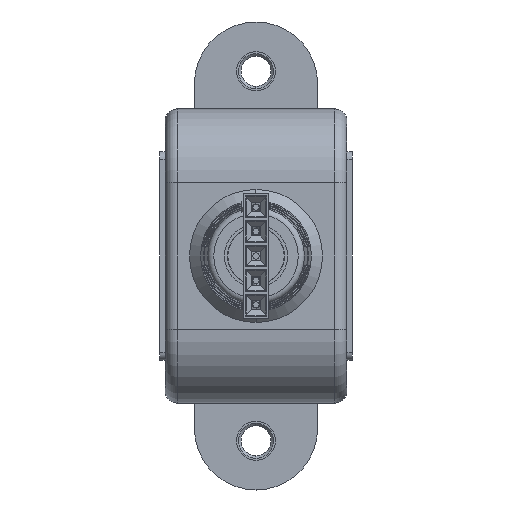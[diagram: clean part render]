
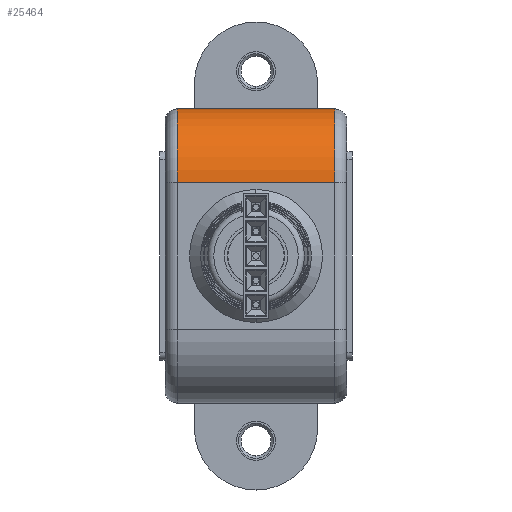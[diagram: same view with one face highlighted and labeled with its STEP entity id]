
A CAD part, front view. The second image highlights one B-rep face of the part: STEP entity #25464.
In plain terms, the highlighted cylindrical face has radius 6 mm (diameter 12 mm), a partial arc.
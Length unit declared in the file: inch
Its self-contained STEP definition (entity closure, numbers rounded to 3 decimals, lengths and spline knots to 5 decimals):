
#1867 = EDGE_LOOP ( 'NONE', ( #13801, #13802, #13803, #13804 ) ) ;
#2823 = DIRECTION ( 'NONE',  ( 0., 1., 0. ) ) ;
#2824 = DIRECTION ( 'NONE',  ( -1., 0., 0. ) ) ;
#2835 = CARTESIAN_POINT ( 'NONE',  ( -0.23425, 0.29055, -0.8189 ) ) ;
#12782 = VERTEX_POINT ( 'NONE', #24310 ) ;
#12786 = VERTEX_POINT ( 'NONE', #24312 ) ;
#12788 = VERTEX_POINT ( 'NONE', #24313 ) ;
#12810 = VERTEX_POINT ( 'NONE', #24326 ) ;
#13801 = ORIENTED_EDGE ( 'NONE', *, *, #22882, .F. ) ;
#13802 = ORIENTED_EDGE ( 'NONE', *, *, #22945, .T. ) ;
#13803 = ORIENTED_EDGE ( 'NONE', *, *, #22894, .F. ) ;
#13804 = ORIENTED_EDGE ( 'NONE', *, *, #22946, .T. ) ;
#14474 = FACE_OUTER_BOUND ( 'NONE', #1867, .T. ) ;
#14479 = CYLINDRICAL_SURFACE ( 'NONE', #18564, 0.23622 ) ;
#17708 = CARTESIAN_POINT ( 'NONE',  ( -0.23425, 0.29055, -1.05512 ) ) ;
#17709 = DIRECTION ( 'NONE',  ( 0., 1., 0. ) ) ;
#17739 = CARTESIAN_POINT ( 'NONE',  ( -0.47047, -0.29055, -0.8189 ) ) ;
#17741 = DIRECTION ( 'NONE',  ( 0., -1., 0. ) ) ;
#17904 = AXIS2_PLACEMENT_3D ( 'NONE', #26273, #26274, #26275 ) ;
#17906 = AXIS2_PLACEMENT_3D ( 'NONE', #26276, #26277, #26278 ) ;
#18564 = AXIS2_PLACEMENT_3D ( 'NONE', #2835, #2823, #2824 ) ;
#19659 = CIRCLE ( 'NONE', #17904, 0.23622 ) ;
#19663 = CIRCLE ( 'NONE', #17906, 0.23622 ) ;
#22377 = LINE ( 'NONE', #17708, #22380 ) ;
#22380 = VECTOR ( 'NONE', #17709, 39.37008 ) ;
#22396 = LINE ( 'NONE', #17739, #22399 ) ;
#22399 = VECTOR ( 'NONE', #17741, 39.37008 ) ;
#22882 = EDGE_CURVE ( 'NONE', #12788, #12786, #22377, .T. ) ;
#22894 = EDGE_CURVE ( 'NONE', #12810, #12782, #22396, .T. ) ;
#22945 = EDGE_CURVE ( 'NONE', #12788, #12782, #19659, .T. ) ;
#22946 = EDGE_CURVE ( 'NONE', #12810, #12786, #19663, .T. ) ;
#24310 = CARTESIAN_POINT ( 'NONE',  ( -0.47047, -0.25118, -0.8189 ) ) ;
#24312 = CARTESIAN_POINT ( 'NONE',  ( -0.23425, 0.25118, -1.05512 ) ) ;
#24313 = CARTESIAN_POINT ( 'NONE',  ( -0.23425, -0.25118, -1.05512 ) ) ;
#24326 = CARTESIAN_POINT ( 'NONE',  ( -0.47047, 0.25118, -0.8189 ) ) ;
#25464 = ADVANCED_FACE ( 'NONE', ( #14474 ), #14479, .T. ) ;
#26273 = CARTESIAN_POINT ( 'NONE',  ( -0.23425, -0.25118, -0.8189 ) ) ;
#26274 = DIRECTION ( 'NONE',  ( 0., 1., 0. ) ) ;
#26275 = DIRECTION ( 'NONE',  ( 0., 0., -1. ) ) ;
#26276 = CARTESIAN_POINT ( 'NONE',  ( -0.23425, 0.25118, -0.8189 ) ) ;
#26277 = DIRECTION ( 'NONE',  ( 0., -1., 0. ) ) ;
#26278 = DIRECTION ( 'NONE',  ( 0., 0., 1. ) ) ;
